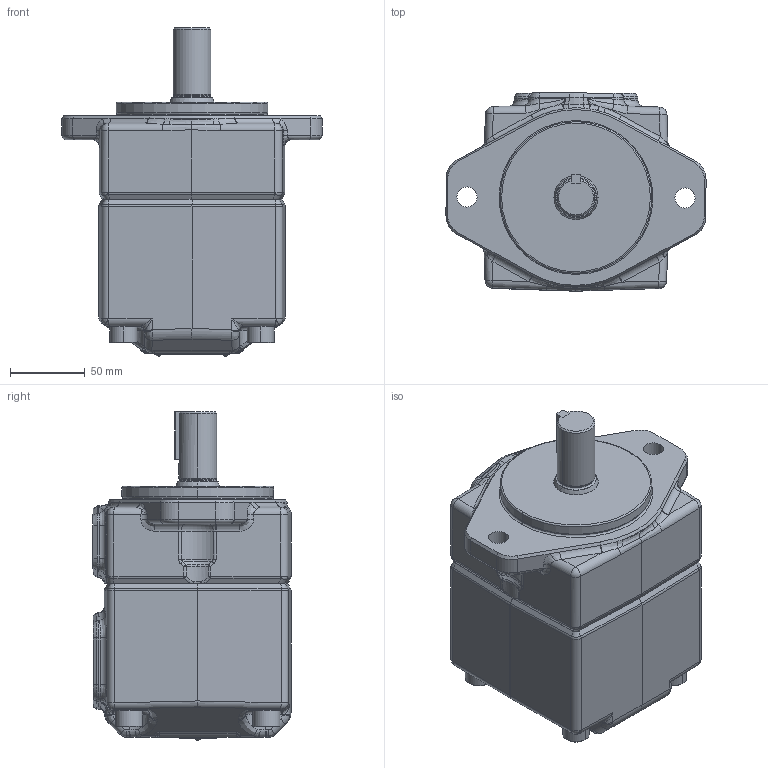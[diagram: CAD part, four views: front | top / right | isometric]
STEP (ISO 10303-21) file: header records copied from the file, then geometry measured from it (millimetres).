
FILE_DESCRIPTION (( 'STEP AP203' ), '1' );
FILE_NAME ('PV2R2-※-※※※-41.STEP', '2026-04-06T01:09:39', ( '' ), ( '' ), 'SwSTEP 2.0', 'SolidWorks 2024', '' );
FILE_SCHEMA (( 'CONFIG_CONTROL_DESIGN' ));
Length unit declared in the file: millimetre
Products named in the file (1): PV2R2-※-※※※-41
Bounding box: 174.11 x 132.63 x 220 mm (x, y, z)
Volume: 2453496.1 mm3; surface area: 125224.9 mm2
Topology: 1 solids, 1 shells, 705 faces, 1664 edges, 948 vertices
Faces by surface type: cylinder 228, bspline 179, plane 142, torus 67, cone 54, sphere 35
Entity records: 25028 total; most frequent: CARTESIAN_POINT 10224, ORIENTED_EDGE 3254, DIRECTION 2957, EDGE_CURVE 1627, AXIS2_PLACEMENT_3D 1198, VERTEX_POINT 948, EDGE_LOOP 737, FACE_OUTER_BOUND 705
